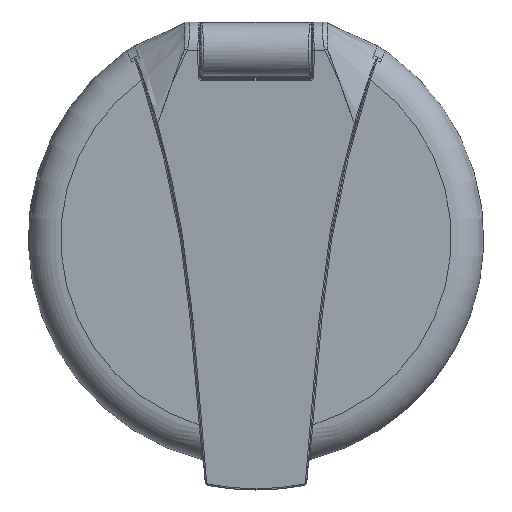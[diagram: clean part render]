
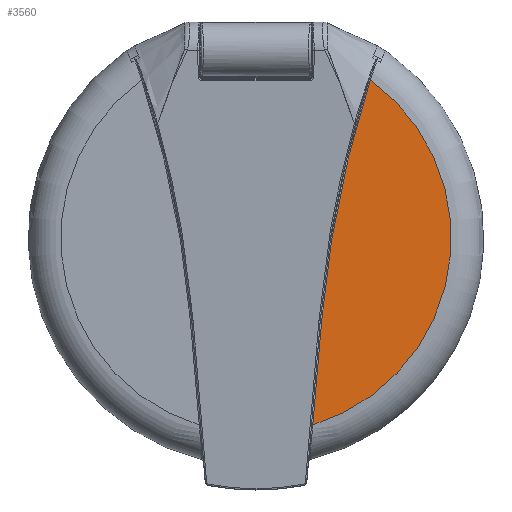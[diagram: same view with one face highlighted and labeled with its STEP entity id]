
A CAD part, top view. The second image highlights one B-rep face of the part: STEP entity #3560.
In plain terms, the highlighted planar face has unit normal (0, 0, 1).
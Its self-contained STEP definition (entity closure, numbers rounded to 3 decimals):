
#1=CARTESIAN_POINT('',(260.389,-39.9,3.));
#2=DIRECTION('',(0.,0.,-1.));
#3=DIRECTION('',(-0.996,0.085,0.));
#4=AXIS2_PLACEMENT_3D('',#1,#2,#3);
#6=DIRECTION('',(0.085,0.996,0.));
#7=VECTOR('',#6,24.005);
#8=CARTESIAN_POINT('',(13.076,-43.006,3.));
#9=LINE('',#8,#7);
#2468=CARTESIAN_POINT('',(0.,0.,3.));
#2469=DIRECTION('',(0.,0.,1.));
#2470=DIRECTION('',(0.291,-0.957,0.));
#2471=AXIS2_PLACEMENT_3D('',#2468,#2469,#2470);
#3193=CARTESIAN_POINT('',(15.105,-19.087,3.));
#3194=CARTESIAN_POINT('',(26.352,36.415,3.));
#3195=VERTEX_POINT('',#3193);
#3196=VERTEX_POINT('',#3194);
#3201=CARTESIAN_POINT('',(13.076,-43.006,3.));
#3202=VERTEX_POINT('',#3201);
#3547=CARTESIAN_POINT('',(0.,0.,3.));
#3548=DIRECTION('',(0.,0.,1.));
#3549=DIRECTION('',(1.,0.,0.));
#3550=AXIS2_PLACEMENT_3D('',#3547,#3548,#3549);
#3551=PLANE('',#3550);
#3553=ORIENTED_EDGE('',*,*,#3552,.T.);
#3555=ORIENTED_EDGE('',*,*,#3554,.F.);
#3557=ORIENTED_EDGE('',*,*,#3556,.T.);
#3558=EDGE_LOOP('',(#3553,#3555,#3557));
#3559=FACE_OUTER_BOUND('',#3558,.F.);
#5=CIRCLE('',#4,246.165);
#2472=CIRCLE('',#2471,44.95);
#3552=EDGE_CURVE('',#3195,#3196,#5,.T.);
#3554=EDGE_CURVE('',#3202,#3196,#2472,.T.);
#3556=EDGE_CURVE('',#3202,#3195,#9,.T.);
#3560=ADVANCED_FACE('',(#3559),#3551,.T.);
